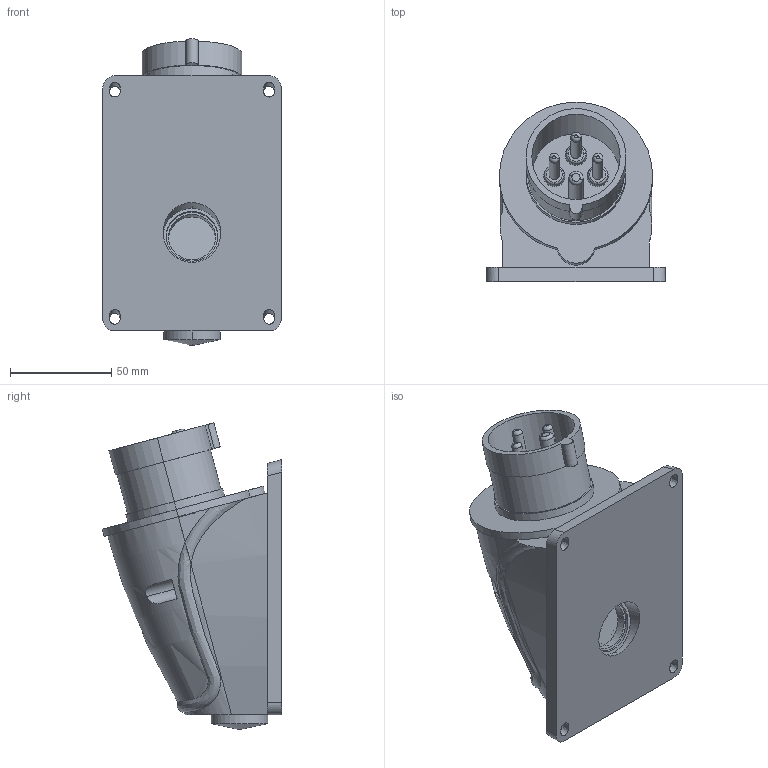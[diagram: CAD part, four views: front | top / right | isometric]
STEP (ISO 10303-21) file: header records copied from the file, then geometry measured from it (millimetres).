
FILE_DESCRIPTION (( 'STEP AP214' ), '1' );
FILE_NAME ('PSN52-016-4 Âèëêà ñòàöèîíàðíàÿ ÑÑÈ-514 16À-6÷_380-415Â 3Ð+ÐÅ IP44 MAGNUM ÈÝÊ1.STEP', '2025-09-15T11:14:20', ( '' ), ( '' ), 'SwSTEP 2.0', 'SolidWorks 2022', '' );
FILE_SCHEMA (( 'AUTOMOTIVE_DESIGN' ));
Length unit declared in the file: millimetre
Products named in the file (1): PSN52-016-4 Вилка стационарная ССИ-514 16А-6ч_380-415В 3Р+РЕ IP44 MAGNUM ИЭК1
Bounding box: 88 x 88.42 x 151.06 mm (x, y, z)
Volume: 211638.3 mm3; surface area: 101230.7 mm2
Topology: 11 solids, 12 shells, 638 faces, 1617 edges, 1056 vertices
Faces by surface type: plane 337, cylinder 209, bspline 55, cone 20, torus 17
Entity records: 29244 total; most frequent: CARTESIAN_POINT 14037, ORIENTED_EDGE 3214, DIRECTION 2966, EDGE_CURVE 1607, VERTEX_POINT 1056, AXIS2_PLACEMENT_3D 1035, VECTOR 896, LINE 896
